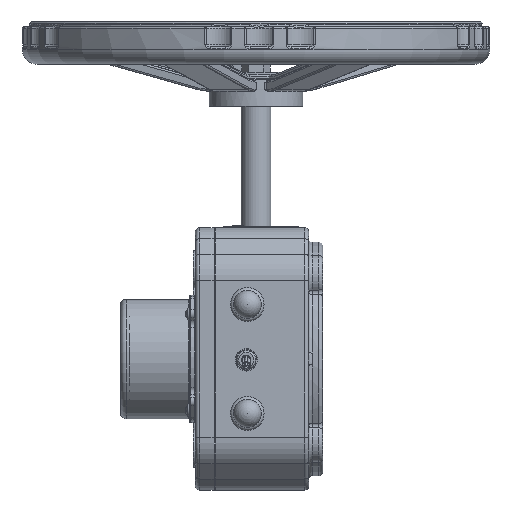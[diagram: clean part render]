
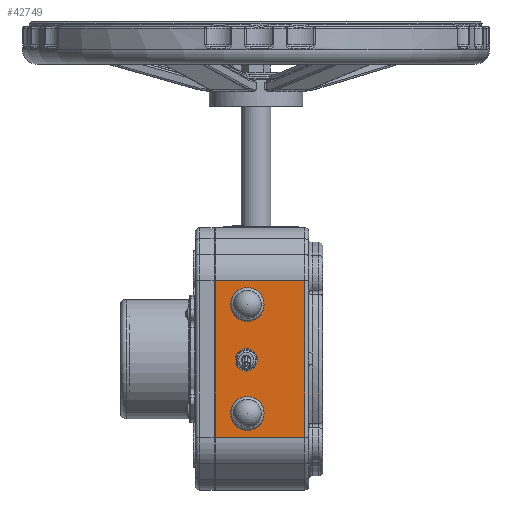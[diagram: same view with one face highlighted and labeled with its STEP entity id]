
A CAD part, left-side view. The second image highlights one B-rep face of the part: STEP entity #42749.
In plain terms, the highlighted planar face has unit normal (-1, 0, 0).
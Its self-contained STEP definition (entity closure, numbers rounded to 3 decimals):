
#962=CIRCLE('',#45532,9.);
#967=CIRCLE('',#45539,9.);
#5528=FACE_BOUND('',#9094,.T.);
#5529=FACE_BOUND('',#9095,.T.);
#6556=FACE_OUTER_BOUND('',#9093,.T.);
#9093=EDGE_LOOP('',(#30046,#30047,#30048,#30049));
#9094=EDGE_LOOP('',(#30050));
#9095=EDGE_LOOP('',(#30051));
#11784=LINE('',#61843,#14580);
#11818=LINE('',#62285,#14614);
#11819=LINE('',#62289,#14615);
#11820=LINE('',#62290,#14616);
#14580=VECTOR('',#50223,10.);
#14614=VECTOR('',#50437,10.);
#14615=VECTOR('',#50442,10.);
#14616=VECTOR('',#50443,10.);
#18866=VERTEX_POINT('',#61515);
#18870=VERTEX_POINT('',#61527);
#18924=VERTEX_POINT('',#61840);
#18925=VERTEX_POINT('',#61842);
#18980=VERTEX_POINT('',#62284);
#18981=VERTEX_POINT('',#62288);
#22992=EDGE_CURVE('',#18866,#18866,#962,.T.);
#22998=EDGE_CURVE('',#18870,#18870,#967,.T.);
#23107=EDGE_CURVE('',#18924,#18925,#11784,.T.);
#23197=EDGE_CURVE('',#18925,#18980,#11818,.T.);
#23199=EDGE_CURVE('',#18981,#18924,#11819,.T.);
#23200=EDGE_CURVE('',#18981,#18980,#11820,.T.);
#30046=ORIENTED_EDGE('',*,*,#23107,.F.);
#30047=ORIENTED_EDGE('',*,*,#23199,.F.);
#30048=ORIENTED_EDGE('',*,*,#23200,.T.);
#30049=ORIENTED_EDGE('',*,*,#23197,.F.);
#30050=ORIENTED_EDGE('',*,*,#22998,.T.);
#30051=ORIENTED_EDGE('',*,*,#22992,.T.);
#41758=PLANE('',#45760);
#42749=ADVANCED_FACE('',(#6556,#5528,#5529),#41758,.T.);
#45532=AXIS2_PLACEMENT_3D('',#61517,#49931,#49932);
#45539=AXIS2_PLACEMENT_3D('',#61529,#49946,#49947);
#45760=AXIS2_PLACEMENT_3D('',#62287,#50440,#50441);
#49931=DIRECTION('center_axis',(1.,0.,0.));
#49932=DIRECTION('ref_axis',(0.,0.,1.));
#49946=DIRECTION('center_axis',(1.,0.,0.));
#49947=DIRECTION('ref_axis',(0.,0.,1.));
#50223=DIRECTION('',(0.,-1.,0.));
#50437=DIRECTION('',(0.,0.,-1.));
#50440=DIRECTION('center_axis',(-1.,0.,0.));
#50441=DIRECTION('ref_axis',(0.,-1.,0.));
#50442=DIRECTION('',(0.,0.,1.));
#50443=DIRECTION('',(0.,-1.,0.));
#61515=CARTESIAN_POINT('',(-47.5,-29.099,8.182));
#61517=CARTESIAN_POINT('Origin',(-47.5,-29.099,17.182));
#61527=CARTESIAN_POINT('',(-47.5,29.099,8.182));
#61529=CARTESIAN_POINT('Origin',(-47.5,29.099,17.182));
#61840=CARTESIAN_POINT('',(-47.5,41.716,48.));
#61842=CARTESIAN_POINT('',(-47.5,-41.716,48.));
#61843=CARTESIAN_POINT('',(-47.5,35.,48.));
#62284=CARTESIAN_POINT('',(-47.5,-41.716,0.));
#62285=CARTESIAN_POINT('',(-47.5,-41.716,0.));
#62287=CARTESIAN_POINT('Origin',(-47.5,70.,0.));
#62288=CARTESIAN_POINT('',(-47.5,41.716,0.));
#62289=CARTESIAN_POINT('',(-47.5,41.716,0.));
#62290=CARTESIAN_POINT('',(-47.5,70.,0.));
